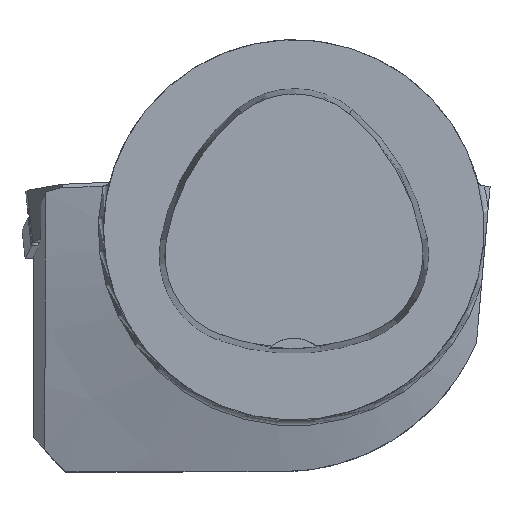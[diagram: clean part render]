
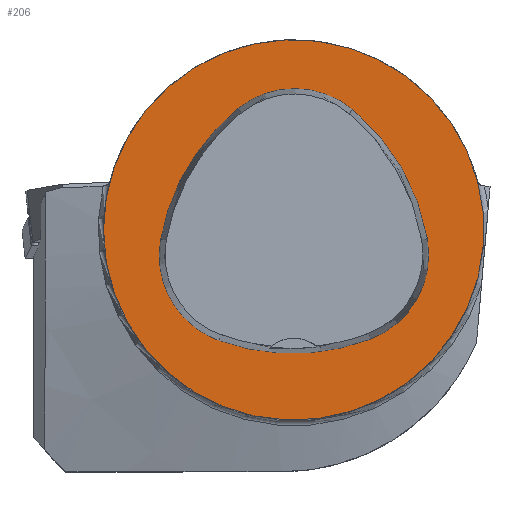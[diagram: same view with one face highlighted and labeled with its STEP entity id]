
A CAD part, top view. The second image highlights one B-rep face of the part: STEP entity #206.
In plain terms, the highlighted planar face has unit normal (0, 0, 1).
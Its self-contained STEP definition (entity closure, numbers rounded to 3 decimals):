
#107=FACE_BOUND('',#418,.T.);
#108=FACE_BOUND('',#419,.T.);
#133=CIRCLE('',#1604,31.5);
#135=CIRCLE('',#1613,36.);
#137=CIRCLE('',#1616,15.);
#139=CIRCLE('',#1619,36.);
#141=CIRCLE('',#1622,15.);
#145=CIRCLE('',#1627,36.);
#147=CIRCLE('',#1630,15.);
#206=ADVANCED_FACE('',(#107,#108),#274,.T.);
#274=PLANE('',#1635);
#418=EDGE_LOOP('',(#678,#679,#680,#681,#682,#683));
#419=EDGE_LOOP('',(#684));
#678=ORIENTED_EDGE('',*,*,#1176,.T.);
#679=ORIENTED_EDGE('',*,*,#1156,.T.);
#680=ORIENTED_EDGE('',*,*,#1160,.T.);
#681=ORIENTED_EDGE('',*,*,#1163,.T.);
#682=ORIENTED_EDGE('',*,*,#1166,.T.);
#683=ORIENTED_EDGE('',*,*,#1174,.T.);
#684=ORIENTED_EDGE('',*,*,#1144,.F.);
#996=VERTEX_POINT('',#2393);
#1005=VERTEX_POINT('',#2421);
#1006=VERTEX_POINT('',#2422);
#1009=VERTEX_POINT('',#2430);
#1011=VERTEX_POINT('',#2436);
#1013=VERTEX_POINT('',#2442);
#1020=VERTEX_POINT('',#2463);
#1144=EDGE_CURVE('',#996,#996,#133,.T.);
#1156=EDGE_CURVE('',#1005,#1006,#135,.T.);
#1160=EDGE_CURVE('',#1006,#1009,#137,.T.);
#1163=EDGE_CURVE('',#1009,#1011,#139,.T.);
#1166=EDGE_CURVE('',#1011,#1013,#141,.T.);
#1174=EDGE_CURVE('',#1013,#1020,#145,.T.);
#1176=EDGE_CURVE('',#1020,#1005,#147,.T.);
#1604=AXIS2_PLACEMENT_3D('',#2392,#1834,#1835);
#1613=AXIS2_PLACEMENT_3D('',#2420,#1856,#1857);
#1616=AXIS2_PLACEMENT_3D('',#2429,#1864,#1865);
#1619=AXIS2_PLACEMENT_3D('',#2435,#1871,#1872);
#1622=AXIS2_PLACEMENT_3D('',#2441,#1878,#1879);
#1627=AXIS2_PLACEMENT_3D('',#2464,#1890,#1891);
#1630=AXIS2_PLACEMENT_3D('',#2467,#1896,#1897);
#1635=AXIS2_PLACEMENT_3D('',#2472,#1906,#1907);
#1834=DIRECTION('',(0.,0.,-1.));
#1835=DIRECTION('',(-1.,0.,0.));
#1856=DIRECTION('',(0.,0.,-1.));
#1857=DIRECTION('',(-1.,0.,0.));
#1864=DIRECTION('',(0.,0.,-1.));
#1865=DIRECTION('',(-1.,0.,0.));
#1871=DIRECTION('',(0.,0.,-1.));
#1872=DIRECTION('',(-1.,0.,0.));
#1878=DIRECTION('',(0.,0.,-1.));
#1879=DIRECTION('',(-1.,0.,0.));
#1890=DIRECTION('',(0.,0.,-1.));
#1891=DIRECTION('',(-1.,0.,0.));
#1896=DIRECTION('',(0.,0.,-1.));
#1897=DIRECTION('',(-1.,0.,0.));
#1906=DIRECTION('',(0.,0.,1.));
#1907=DIRECTION('',(-1.,0.,0.));
#2392=CARTESIAN_POINT('',(0.,0.,
0.));
#2393=CARTESIAN_POINT('',(-31.5,0.,0.));
#2420=CARTESIAN_POINT('',(13.398,-7.893,0.));
#2421=CARTESIAN_POINT('',(-22.041,-1.562,0.));
#2422=CARTESIAN_POINT('',(-9.317,20.036,0.));
#2429=CARTESIAN_POINT('',(0.148,8.399,0.));
#2430=CARTESIAN_POINT('',(9.779,19.898,0.));
#2435=CARTESIAN_POINT('',(-13.337,-7.7,0.));
#2436=CARTESIAN_POINT('',(22.122,-1.48,0.));
#2441=CARTESIAN_POINT('',(7.347,-4.071,0.));
#2442=CARTESIAN_POINT('',(12.693,-18.087,0.));
#2463=CARTESIAN_POINT('',(-12.373,-18.307,0.));
#2464=CARTESIAN_POINT('',(-0.137,15.55,0.));
#2467=CARTESIAN_POINT('',(-7.275,-4.2,0.));
#2472=CARTESIAN_POINT('',(0.,0.,
0.));
